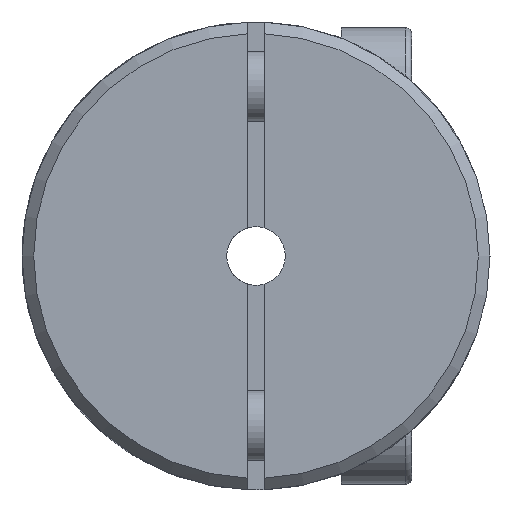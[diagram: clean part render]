
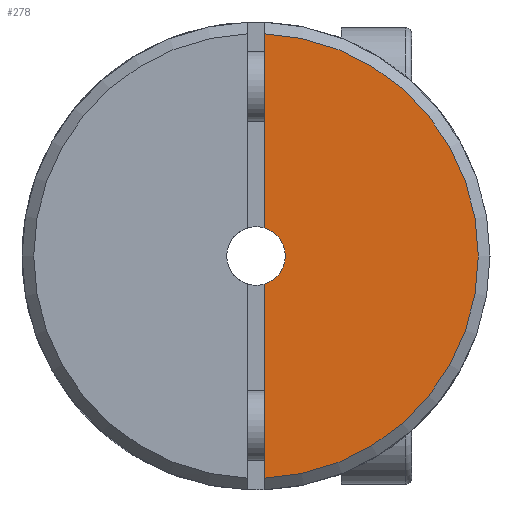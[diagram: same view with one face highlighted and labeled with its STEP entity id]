
A CAD part, left-side view. The second image highlights one B-rep face of the part: STEP entity #278.
In plain terms, the highlighted planar face has unit normal (-1, 0, 0).
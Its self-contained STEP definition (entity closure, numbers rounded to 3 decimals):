
#278 = ADVANCED_FACE( '', ( #374 ), #375, .T. );
#374 = FACE_OUTER_BOUND( '', #511, .T. );
#375 = PLANE( '', #512 );
#511 = EDGE_LOOP( '', ( #750, #751, #752, #753 ) );
#512 = AXIS2_PLACEMENT_3D( '', #754, #755, #756 );
#750 = ORIENTED_EDGE( '', *, *, #938, .F. );
#751 = ORIENTED_EDGE( '', *, *, #966, .T. );
#752 = ORIENTED_EDGE( '', *, *, #978, .T. );
#753 = ORIENTED_EDGE( '', *, *, #958, .T. );
#754 = CARTESIAN_POINT( '', ( -33., 19., 0. ) );
#755 = DIRECTION( '', ( -1., 0., 0. ) );
#756 = DIRECTION( '', ( 0., 0., 1. ) );
#938 = EDGE_CURVE( '', #1045, #1047, #1048, .T. );
#958 = EDGE_CURVE( '', #1081, #1047, #1082, .T. );
#966 = EDGE_CURVE( '', #1045, #1093, #1095, .T. );
#978 = EDGE_CURVE( '', #1093, #1081, #1113, .T. );
#1045 = VERTEX_POINT( '', #1324 );
#1047 = VERTEX_POINT( '', #1329 );
#1048 = CIRCLE( '', #1330, 19. );
#1081 = VERTEX_POINT( '', #1478 );
#1082 = LINE( '', #1479, #1480 );
#1093 = VERTEX_POINT( '', #1492 );
#1095 = LINE( '', #1495, #1496 );
#1113 = CIRCLE( '', #1526, 2.5 );
#1324 = CARTESIAN_POINT( '', ( -33., -0.7, 18.987 ) );
#1329 = CARTESIAN_POINT( '', ( -33., -0.7, -18.987 ) );
#1330 = AXIS2_PLACEMENT_3D( '', #1772, #1773, #1774 );
#1478 = CARTESIAN_POINT( '', ( -33., -0.7, -2.4 ) );
#1479 = CARTESIAN_POINT( '', ( -33., -0.7, 19.988 ) );
#1480 = VECTOR( '', #1811, 1000. );
#1492 = CARTESIAN_POINT( '', ( -33., -0.7, 2.4 ) );
#1495 = CARTESIAN_POINT( '', ( -33., -0.7, 19.988 ) );
#1496 = VECTOR( '', #1829, 1000. );
#1526 = AXIS2_PLACEMENT_3D( '', #1845, #1846, #1847 );
#1772 = CARTESIAN_POINT( '', ( -33., 0., 0. ) );
#1773 = DIRECTION( '', ( 1., 0., 0. ) );
#1774 = DIRECTION( '', ( 0., 0., -1. ) );
#1811 = DIRECTION( '', ( 0., 0., -1. ) );
#1829 = DIRECTION( '', ( 0., 0., -1. ) );
#1845 = CARTESIAN_POINT( '', ( -33., 0., 0. ) );
#1846 = DIRECTION( '', ( 1., 0., 0. ) );
#1847 = DIRECTION( '', ( 0., 0., -1. ) );
